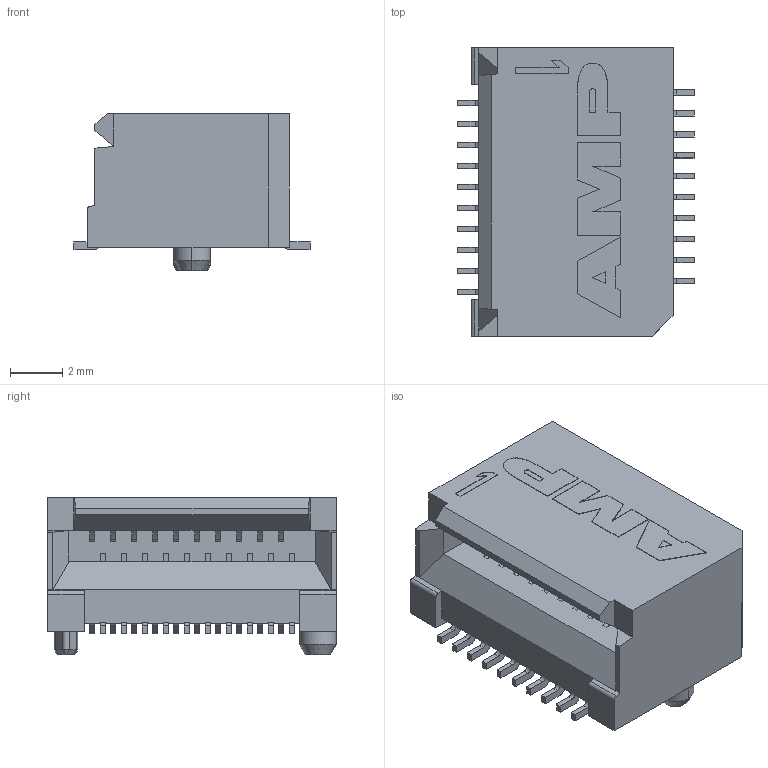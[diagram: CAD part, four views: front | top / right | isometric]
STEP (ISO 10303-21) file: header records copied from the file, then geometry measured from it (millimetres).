
FILE_DESCRIPTION((''),'2;1');
FILE_NAME('TYCO_1367073-1.stp','2010-01-25T10:21:38',(''),(''),'Mechanical Desktop 2006','Mechanical Desktop 2006',', , ');
FILE_SCHEMA(('AUTOMOTIVE_DESIGN { 1 2 10303 214 0 1 1 1 }'));
Length unit declared in the file: millimetre
Products named in the file (1): Product
Bounding box: 9 x 11 x 6.02 mm (x, y, z)
Volume: 308.2 mm3; surface area: 527.7 mm2
Topology: 1 solids, 1 shells, 442 faces, 1247 edges, 824 vertices
Faces by surface type: plane 312, cylinder 122, cone 6, bspline 2
Entity records: 14344 total; most frequent: CARTESIAN_POINT 2582, ORIENTED_EDGE 2494, DIRECTION 2375, EDGE_CURVE 1247, VECTOR 993, LINE 993, VERTEX_POINT 824, AXIS2_PLACEMENT_3D 691
